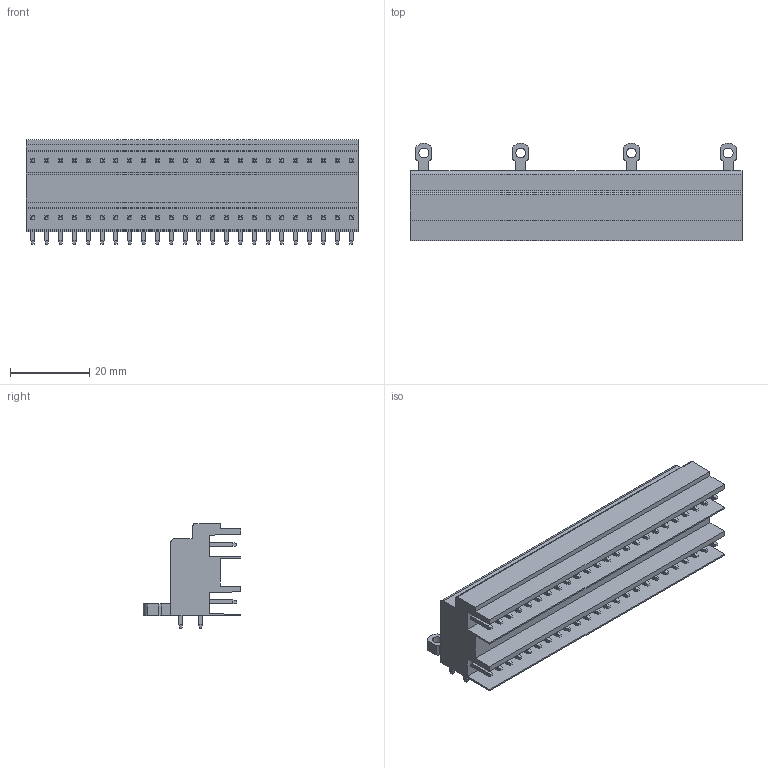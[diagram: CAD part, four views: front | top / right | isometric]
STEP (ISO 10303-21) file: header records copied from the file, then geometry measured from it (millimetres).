
FILE_DESCRIPTION(('CATIA V5 STEP Exchange','CAx-IF Rec.Pracs.--- Model Styling and Organization---1.2---2011-12-15'),'2;1');
FILE_NAME ('D1453940_0_1633570000_1633570000.stp','2018-11-02T13:20:43+00:00',('none'),('Weidmueller'),'CATIA Version 5-6 Release 2014','CATIA V5 STEP AP214','none');
FILE_SCHEMA(('AUTOMOTIVE_DESIGN { 1 0 10303 214 1 1 1 1 }'));
Length unit declared in the file: millimetre
Products named in the file (1): 1633570000
Bounding box: 84 x 24.7 x 26.5 mm (x, y, z)
Volume: 22437.9 mm3; surface area: 19024 mm2
Topology: 49 solids, 49 shells, 1125 faces, 2697 edges, 1670 vertices
Faces by surface type: plane 1098, cylinder 27
Entity records: 27747 total; most frequent: ORIENTED_EDGE 5394, CARTESIAN_POINT 5124, DIRECTION 3057, EDGE_CURVE 2697, VECTOR 2259, LINE 2259, VERTEX_POINT 1670, EDGE_LOOP 1229
